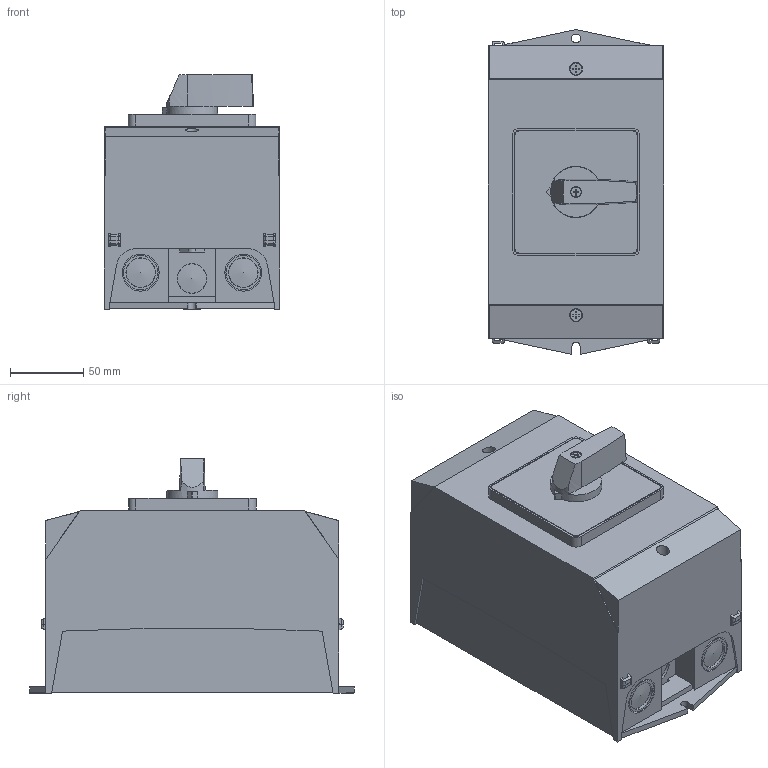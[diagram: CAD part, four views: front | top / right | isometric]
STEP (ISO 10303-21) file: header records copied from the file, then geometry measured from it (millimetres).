
FILE_DESCRIPTION(/* description */ ('STEP AP242','CAx-IF Rec.Pracs.---Representation and Presentation of Product Manufacturing Information (PMI)---4.0---2014-10-13','CAx-IF Rec.Pracs.---3D Tessellated Geometry---0.4---2014-09-14','2;1'),/* implementation_level */ '2;1');
FILE_NAME(/* name */ 'eaton-p3_i3_e-3d-model',/* time_stamp */ '2024-04-16T09:18:38+02:00',/* author */ ('License CC BY-ND 4.0'),/* organization */ ('CADENAS'),/* preprocessor_version */ 'ST-DEVELOPER v19.3',/* originating_system */ 'PARTsolutions',/* authorisation */ ' ');
FILE_SCHEMA (('AP242_MANAGED_MODEL_BASED_3D_ENGINEERING_MIM_LF { 1 0 10303 442 1 1 4 }'));
Length unit declared in the file: millimetre
Products named in the file (1): 207351
Bounding box: 120 x 221.54 x 160.1 mm (x, y, z)
Volume: 2983059.2 mm3; surface area: 148480.6 mm2
Topology: 1 solids, 1 shells, 279 faces, 750 edges, 503 vertices
Faces by surface type: plane 206, cylinder 62, cone 6, sphere 5
Full cylindrical faces by diameter (mm): 7 x1, 7.5 x1, 8.1 x2, 8.75 x2, 12 x1, 20.2 x5, 21 x2, 23.6 x4, 24 x2, 25.2 x4, 26 x2
Entity records: 8431 total; most frequent: CARTESIAN_POINT 1485, DIRECTION 1403, ORIENTED_EDGE 1396, EDGE_CURVE 698, LINE 537, VECTOR 537, VERTEX_POINT 483, AXIS2_PLACEMENT_3D 433
